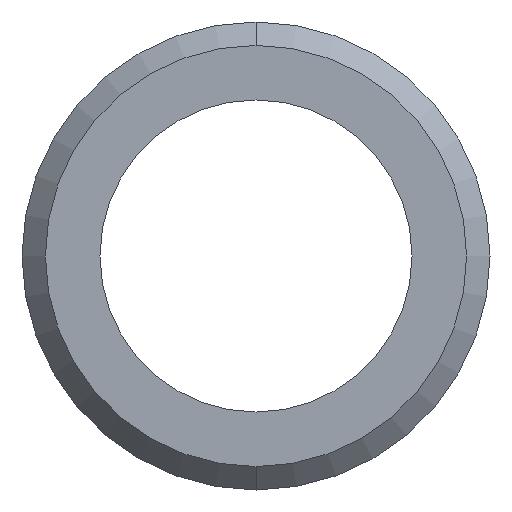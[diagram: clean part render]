
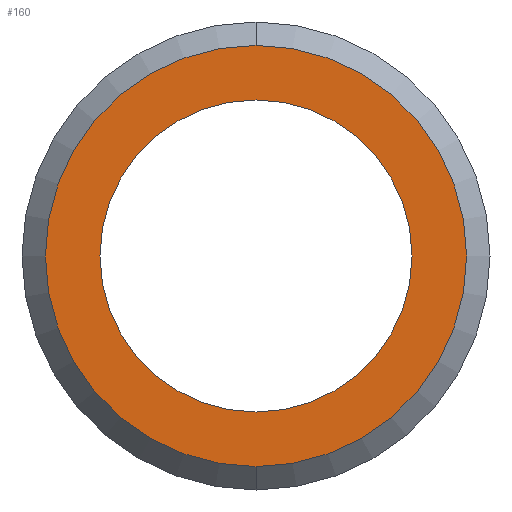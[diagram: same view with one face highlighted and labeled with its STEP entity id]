
A CAD part, front view. The second image highlights one B-rep face of the part: STEP entity #160.
In plain terms, the highlighted planar face has unit normal (0, -1, 0).
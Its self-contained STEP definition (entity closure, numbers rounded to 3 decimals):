
#101 = VERTEX_POINT ( 'NONE', #603 ) ;
#103 = EDGE_CURVE ( 'NONE', #101, #104, #602, .T. ) ;
#104 = VERTEX_POINT ( 'NONE', #597 ) ;
#110 = EDGE_CURVE ( 'NONE', #111, #112, #553, .T. ) ;
#111 = VERTEX_POINT ( 'NONE', #549 ) ;
#112 = VERTEX_POINT ( 'NONE', #548 ) ;
#160 = ADVANCED_FACE ( 'NONE', ( #470, #469 ), #468, .T. ) ;
#161 = EDGE_LOOP ( 'NONE', ( #162, #164 ) ) ;
#162 = ORIENTED_EDGE ( 'NONE', *, *, #163, .F. ) ;
#163 = EDGE_CURVE ( 'NONE', #104, #101, #465, .T. ) ;
#164 = ORIENTED_EDGE ( 'NONE', *, *, #103, .F. ) ;
#165 = EDGE_LOOP ( 'NONE', ( #166, #191 ) ) ;
#166 = ORIENTED_EDGE ( 'NONE', *, *, #190, .T. ) ;
#190 = EDGE_CURVE ( 'NONE', #112, #111, #413, .T. ) ;
#191 = ORIENTED_EDGE ( 'NONE', *, *, #110, .T. ) ;
#409 = DIRECTION ( 'NONE',  ( 0., 0., -1. ) ) ;
#410 = DIRECTION ( 'NONE',  ( 0., -1., 0. ) ) ;
#411 = CARTESIAN_POINT ( 'NONE',  ( 0., 0., 0. ) ) ;
#412 = AXIS2_PLACEMENT_3D ( 'NONE', #411, #410, #409 ) ;
#413 = CIRCLE ( 'NONE', #412, 2.7 ) ;
#458 = DIRECTION ( 'NONE',  ( 0., 0., -1. ) ) ;
#459 = DIRECTION ( 'NONE',  ( 0., -1., 0. ) ) ;
#460 = CARTESIAN_POINT ( 'NONE',  ( 0., 0., 0. ) ) ;
#461 = AXIS2_PLACEMENT_3D ( 'NONE', #460, #459, #458 ) ;
#463 = DIRECTION ( 'NONE',  ( 0., 0., -1. ) ) ;
#464 = DIRECTION ( 'NONE',  ( 0., -1., 0. ) ) ;
#465 = CIRCLE ( 'NONE', #461, 2. ) ;
#466 = CARTESIAN_POINT ( 'NONE',  ( 2.7, 0., 0. ) ) ;
#467 = AXIS2_PLACEMENT_3D ( 'NONE', #466, #464, #463 ) ;
#468 = PLANE ( 'NONE',  #467 ) ;
#469 = FACE_OUTER_BOUND ( 'NONE', #165, .T. ) ;
#470 = FACE_BOUND ( 'NONE', #161, .T. ) ;
#548 = CARTESIAN_POINT ( 'NONE',  ( 0., 0., 2.7 ) ) ;
#549 = CARTESIAN_POINT ( 'NONE',  ( 0., 0., -2.7 ) ) ;
#550 = DIRECTION ( 'NONE',  ( 0., 0., -1. ) ) ;
#551 = DIRECTION ( 'NONE',  ( 0., -1., 0. ) ) ;
#552 = AXIS2_PLACEMENT_3D ( 'NONE', #586, #551, #550 ) ;
#553 = CIRCLE ( 'NONE', #552, 2.7 ) ;
#586 = CARTESIAN_POINT ( 'NONE',  ( 0., 0., 0. ) ) ;
#597 = CARTESIAN_POINT ( 'NONE',  ( 0., 0., -2. ) ) ;
#598 = DIRECTION ( 'NONE',  ( 0., 0., -1. ) ) ;
#599 = DIRECTION ( 'NONE',  ( 0., -1., 0. ) ) ;
#600 = CARTESIAN_POINT ( 'NONE',  ( 0., 0., 0. ) ) ;
#601 = AXIS2_PLACEMENT_3D ( 'NONE', #600, #599, #598 ) ;
#602 = CIRCLE ( 'NONE', #601, 2. ) ;
#603 = CARTESIAN_POINT ( 'NONE',  ( 0., 0., 2. ) ) ;
